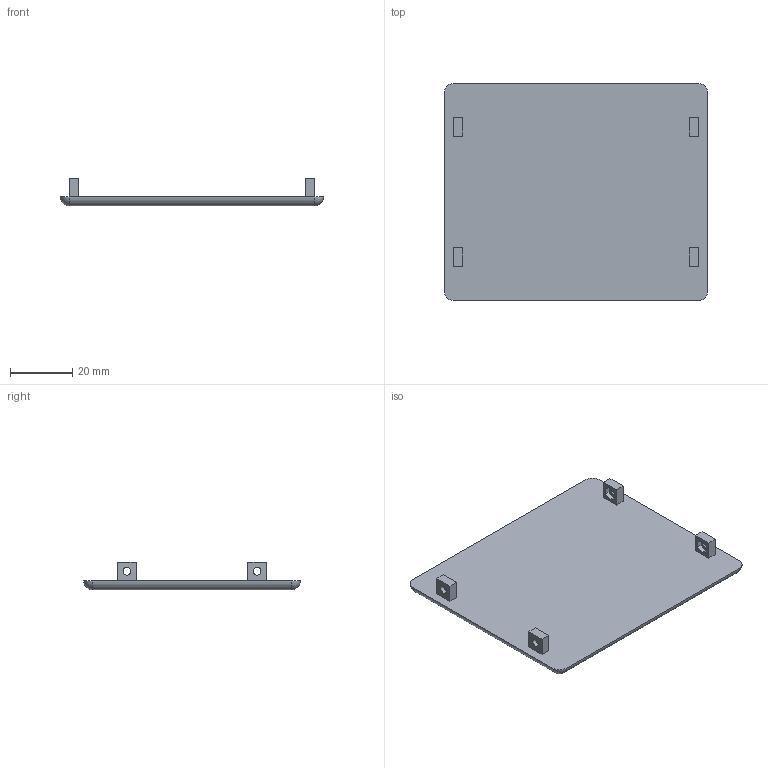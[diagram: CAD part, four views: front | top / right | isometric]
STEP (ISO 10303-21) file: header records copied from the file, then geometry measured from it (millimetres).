
FILE_DESCRIPTION(/* description */ (''),/* implementation_level */ '2;1');
FILE_NAME(/* name */ 'Bottom.step',/* time_stamp */ '2020-12-19T10:23:27+01:00',/* author */ (''),/* organization */ (''),/* preprocessor_version */ 'ST-DEVELOPER v18.1',/* originating_system */ 'Autodesk Translation Framework v9.7.0.1280',/* authorisation */ '');
FILE_SCHEMA (('AUTOMOTIVE_DESIGN { 1 0 10303 214 3 1 1 }'));
Length unit declared in the file: millimetre
Products named in the file (1): Bottom
Bounding box: 85 x 70 x 9 mm (x, y, z)
Volume: 17522.7 mm3; surface area: 12959.4 mm2
Topology: 1 solids, 1 shells, 70 faces, 164 edges, 108 vertices
Faces by surface type: plane 54, cylinder 12, sphere 4
Full cylindrical faces by diameter (mm): 2.5 x4, 5 x4
Entity records: 2040 total; most frequent: CARTESIAN_POINT 343, DIRECTION 334, ORIENTED_EDGE 328, EDGE_CURVE 164, LINE 136, VECTOR 136, VERTEX_POINT 108, AXIS2_PLACEMENT_3D 99
